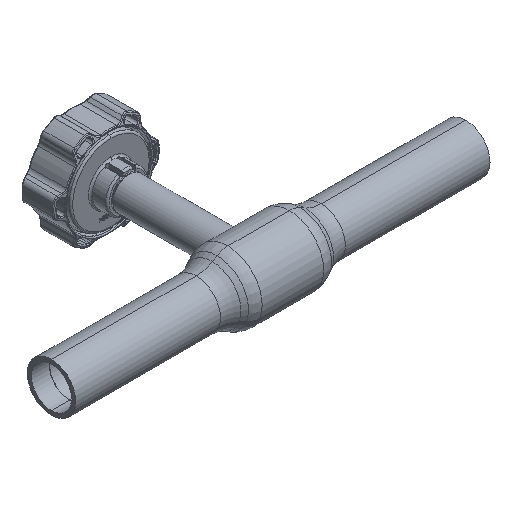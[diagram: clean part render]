
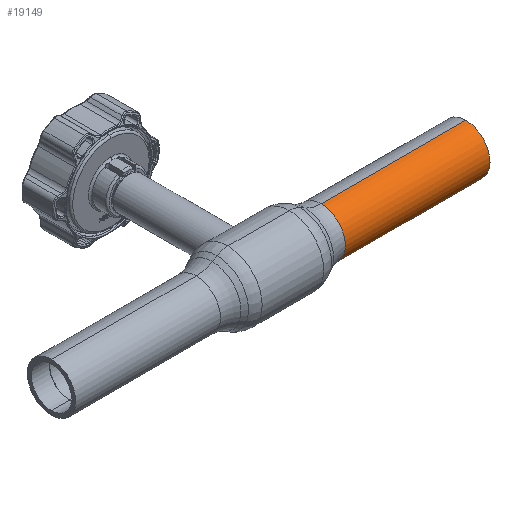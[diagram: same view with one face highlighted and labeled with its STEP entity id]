
A CAD part, isometric view. The second image highlights one B-rep face of the part: STEP entity #19149.
In plain terms, the highlighted cylindrical face has radius 13.45 mm (diameter 26.9 mm), a partial arc.
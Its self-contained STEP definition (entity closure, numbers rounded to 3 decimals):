
#173 = ORIENTED_EDGE ( 'NONE', *, *, #1743, .F. ) ;
#1743 = EDGE_CURVE ( 'NONE', #3345, #23519, #3652, .T. ) ;
#2771 = CARTESIAN_POINT ( 'NONE',  ( -62.69, 0., -13.45 ) ) ;
#2990 = EDGE_LOOP ( 'NONE', ( #29383, #173, #16993, #11279 ) ) ;
#3105 = DIRECTION ( 'NONE',  ( -1., 0., 0. ) ) ;
#3345 = VERTEX_POINT ( 'NONE', #30058 ) ;
#3652 = CIRCLE ( 'NONE', #20551, 13.45 ) ;
#3934 = CARTESIAN_POINT ( 'NONE',  ( 34.686, 0., 13.45 ) ) ;
#4939 = AXIS2_PLACEMENT_3D ( 'NONE', #14605, #24114, #26816 ) ;
#6384 = DIRECTION ( 'NONE',  ( 0., 0., 1. ) ) ;
#6870 = DIRECTION ( 'NONE',  ( -1., 0., 0. ) ) ;
#7689 = CARTESIAN_POINT ( 'NONE',  ( 115., 0., -13.45 ) ) ;
#8202 = VERTEX_POINT ( 'NONE', #3934 ) ;
#10563 = CYLINDRICAL_SURFACE ( 'NONE', #21252, 13.45 ) ;
#11279 = ORIENTED_EDGE ( 'NONE', *, *, #13866, .F. ) ;
#11691 = LINE ( 'NONE', #17288, #29111 ) ;
#12954 = DIRECTION ( 'NONE',  ( 1., 0., 0. ) ) ;
#13866 = EDGE_CURVE ( 'NONE', #28085, #8202, #18270, .T. ) ;
#14605 = CARTESIAN_POINT ( 'NONE',  ( 34.686, 0., 0. ) ) ;
#14843 = EDGE_CURVE ( 'NONE', #3345, #8202, #11691, .T. ) ;
#15031 = CARTESIAN_POINT ( 'NONE',  ( 115., 0., 0. ) ) ;
#16810 = CARTESIAN_POINT ( 'NONE',  ( -62.69, 0., 0. ) ) ;
#16993 = ORIENTED_EDGE ( 'NONE', *, *, #14843, .T. ) ;
#17227 = LINE ( 'NONE', #2771, #25169 ) ;
#17288 = CARTESIAN_POINT ( 'NONE',  ( -62.69, 0., 13.45 ) ) ;
#18270 = CIRCLE ( 'NONE', #4939, 13.45 ) ;
#19149 = ADVANCED_FACE ( 'NONE', ( #28232 ), #10563, .T. ) ;
#20551 = AXIS2_PLACEMENT_3D ( 'NONE', #15031, #12954, #24827 ) ;
#21252 = AXIS2_PLACEMENT_3D ( 'NONE', #16810, #6870, #6384 ) ;
#21739 = CARTESIAN_POINT ( 'NONE',  ( 34.686, 0., -13.45 ) ) ;
#23519 = VERTEX_POINT ( 'NONE', #7689 ) ;
#24114 = DIRECTION ( 'NONE',  ( -1., 0., 0. ) ) ;
#24827 = DIRECTION ( 'NONE',  ( 0., 0., -1. ) ) ;
#25169 = VECTOR ( 'NONE', #3105, 1000. ) ;
#25747 = EDGE_CURVE ( 'NONE', #23519, #28085, #17227, .T. ) ;
#26816 = DIRECTION ( 'NONE',  ( 0., 0., 1. ) ) ;
#28085 = VERTEX_POINT ( 'NONE', #21739 ) ;
#28232 = FACE_OUTER_BOUND ( 'NONE', #2990, .T. ) ;
#29111 = VECTOR ( 'NONE', #29188, 1000. ) ;
#29188 = DIRECTION ( 'NONE',  ( -1., 0., 0. ) ) ;
#29383 = ORIENTED_EDGE ( 'NONE', *, *, #25747, .F. ) ;
#30058 = CARTESIAN_POINT ( 'NONE',  ( 115., 0., 13.45 ) ) ;
